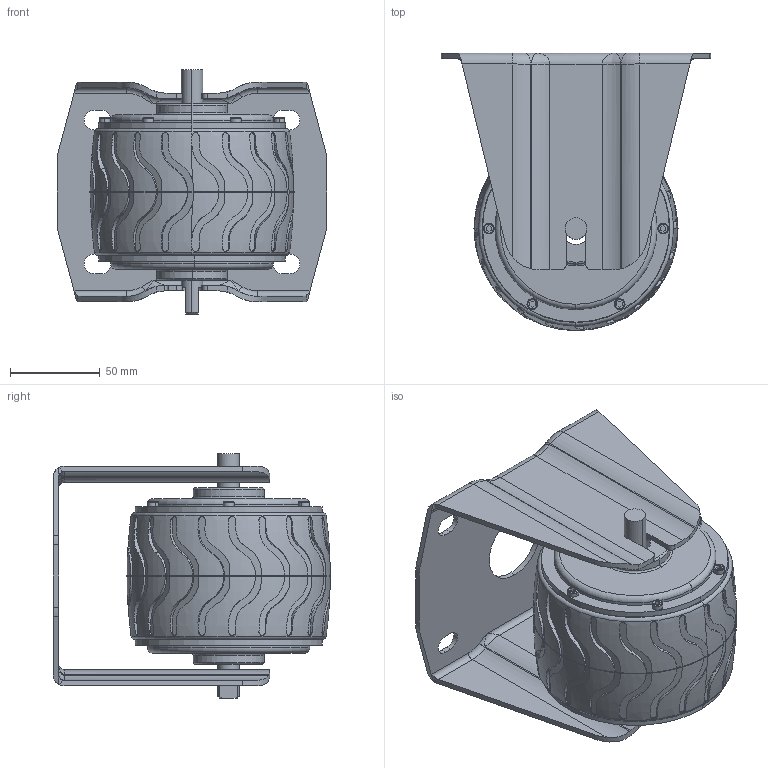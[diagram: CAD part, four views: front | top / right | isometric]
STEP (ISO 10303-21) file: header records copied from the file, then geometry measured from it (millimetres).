
FILE_DESCRIPTION (( 'STEP AP214' ), '1' );
FILE_NAME ('Bockrolle 4 Zoll.STEP', '2021-01-20T15:54:02', ( '' ), ( '' ), 'SwSTEP 2.0', 'SolidWorks 2020', '' );
FILE_SCHEMA (( 'AUTOMOTIVE_DESIGN' ));
Length unit declared in the file: millimetre
Products named in the file (1): Bockrolle 4 Zoll
Bounding box: 150 x 154.25 x 136 mm (x, y, z)
Volume: 494071 mm3; surface area: 171045.6 mm2
Topology: 2 solids, 8 shells, 636 faces, 1829 edges, 1183 vertices
Faces by surface type: cylinder 334, plane 231, torus 56, bspline 12, cone 3
Entity records: 25090 total; most frequent: CARTESIAN_POINT 8626, ORIENTED_EDGE 3642, DIRECTION 3309, EDGE_CURVE 1821, AXIS2_PLACEMENT_3D 1256, VERTEX_POINT 1183, VECTOR 797, LINE 797
